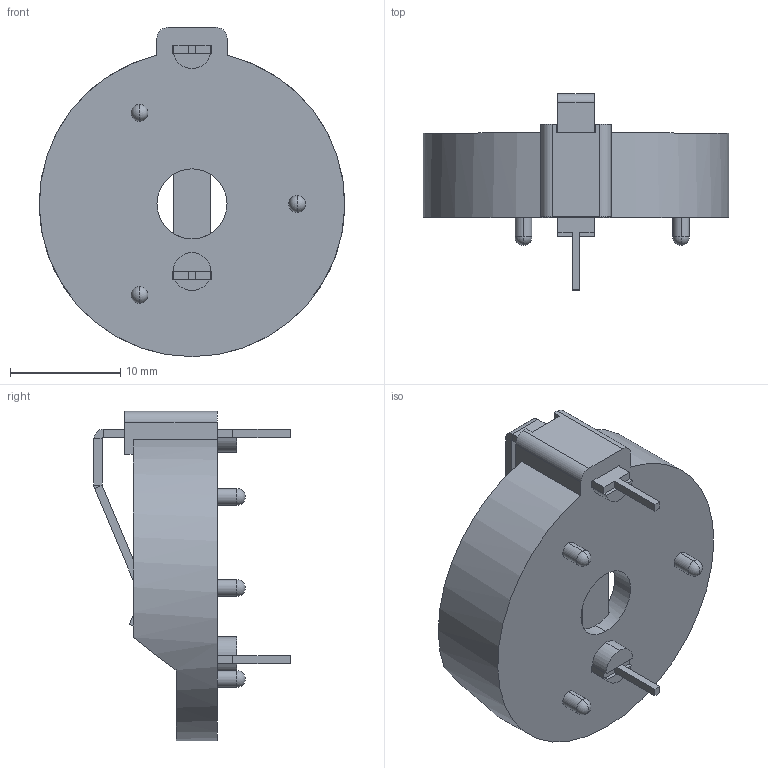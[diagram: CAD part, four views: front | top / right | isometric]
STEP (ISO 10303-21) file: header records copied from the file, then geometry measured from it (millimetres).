
FILE_DESCRIPTION (( 'STEP AP214' ), '1' );
FILE_NAME ('BH1000G.STEP', '2019-11-26T00:20:45', ( '' ), ( '' ), 'SwSTEP 2.0', 'SolidWorks 2017', '' );
FILE_SCHEMA (( 'AUTOMOTIVE_DESIGN' ));
Length unit declared in the file: inch
Products named in the file (1): BH1000G
Bounding box: 27.69 x 17.78 x 29.84 mm (x, y, z)
Volume: 1843.8 mm3; surface area: 2667.8 mm2
Topology: 3 solids, 3 shells, 105 faces, 269 edges, 165 vertices
Faces by surface type: plane 72, cylinder 25, sphere 6, cone 2
Entity records: 3117 total; most frequent: CARTESIAN_POINT 534, DIRECTION 533, ORIENTED_EDGE 514, EDGE_CURVE 257, VECTOR 185, LINE 185, AXIS2_PLACEMENT_3D 174, VERTEX_POINT 159
